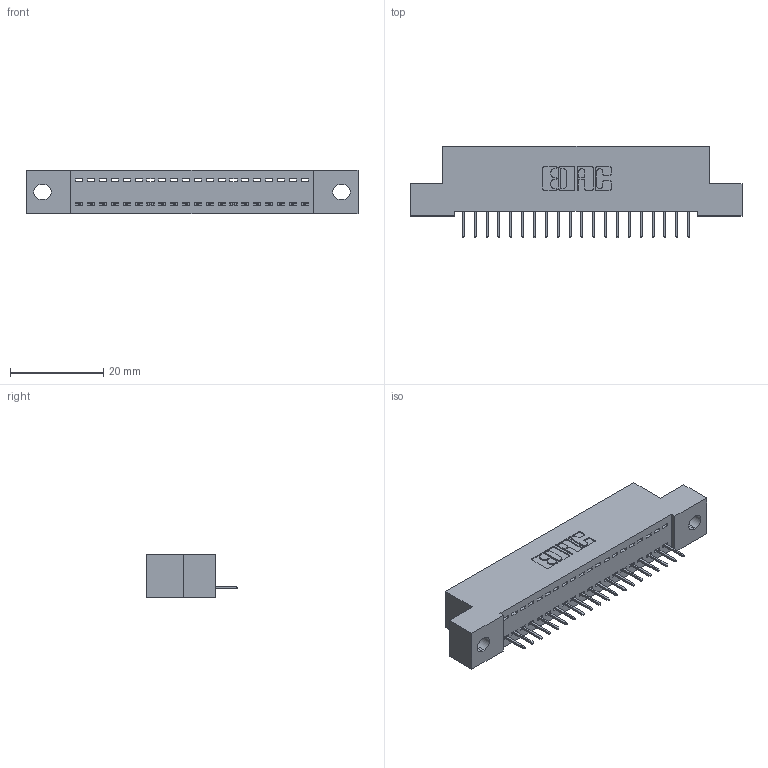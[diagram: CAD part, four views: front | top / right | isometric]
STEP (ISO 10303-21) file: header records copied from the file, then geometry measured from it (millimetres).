
FILE_DESCRIPTION (( 'STEP AP203' ), '1' );
FILE_NAME ('342-020-524-102.STEP', '2019-10-01T21:02:43', ( '' ), ( '' ), 'SwSTEP 2.0', 'SolidWorks 2016', '' );
FILE_SCHEMA (( 'CONFIG_CONTROL_DESIGN' ));
Length unit declared in the file: inch
Products named in the file (3): 342 Part_.128 Slot; 345-292-001_345-293-124; 342-020-524-102
Assembly tree (21 placements, depth 2):
  342-020-524-102
    342 Part_.128 Slot
    345-292-001_345-293-124  x20
Bounding box: 71.12 x 19.69 x 9.4 mm (x, y, z)
Volume: 6023.6 mm3; surface area: 7948.9 mm2
Topology: 21 solids, 21 shells, 1354 faces, 3911 edges, 2526 vertices
Faces by surface type: plane 1030, cylinder 324
Entity records: 15149 total; most frequent: CARTESIAN_POINT 2622, ORIENTED_EDGE 2578, DIRECTION 2257, EDGE_CURVE 1289, LINE 1165, VECTOR 1165, VERTEX_POINT 854, AXIS2_PLACEMENT_3D 546
